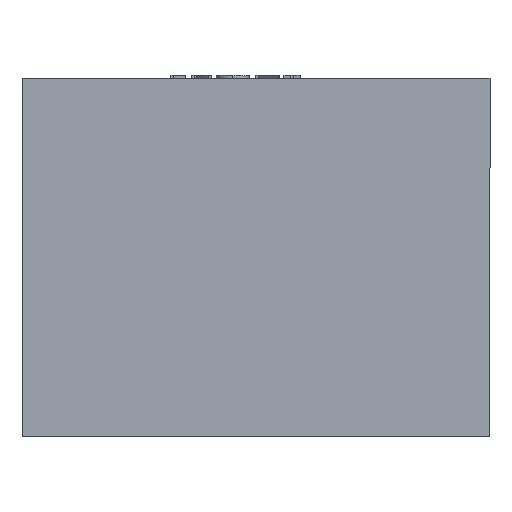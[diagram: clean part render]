
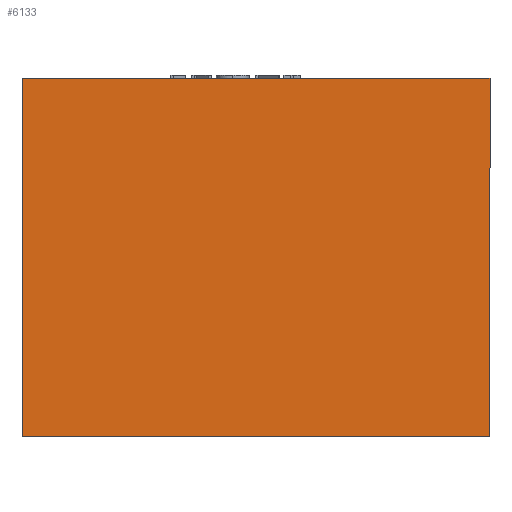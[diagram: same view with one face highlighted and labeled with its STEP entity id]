
A CAD part, front view. The second image highlights one B-rep face of the part: STEP entity #6133.
In plain terms, the highlighted planar face has unit normal (0, -1, 0).
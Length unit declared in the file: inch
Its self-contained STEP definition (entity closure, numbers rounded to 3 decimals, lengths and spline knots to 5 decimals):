
#6125 = ORIENTED_EDGE ( 'NONE', *, *, #6131, .F. ) ;
#6131 = EDGE_CURVE ( 'NONE', #6147, #6151, #15101, .T. ) ;
#6133 = ADVANCED_FACE ( 'NONE', ( #15093 ), #15092, .F. ) ;
#6138 = EDGE_LOOP ( 'NONE', ( #6139, #6140, #6141, #6125 ) ) ;
#6139 = ORIENTED_EDGE ( 'NONE', *, *, #6146, .F. ) ;
#6140 = ORIENTED_EDGE ( 'NONE', *, *, #6281, .F. ) ;
#6141 = ORIENTED_EDGE ( 'NONE', *, *, #6176, .F. ) ;
#6146 = EDGE_CURVE ( 'NONE', #6273, #6147, #15140, .T. ) ;
#6147 = VERTEX_POINT ( 'NONE', #15136 ) ;
#6151 = VERTEX_POINT ( 'NONE', #15131 ) ;
#6176 = EDGE_CURVE ( 'NONE', #6151, #6276, #15153, .T. ) ;
#6273 = VERTEX_POINT ( 'NONE', #15388 ) ;
#6276 = VERTEX_POINT ( 'NONE', #15435 ) ;
#6281 = EDGE_CURVE ( 'NONE', #6276, #6273, #15429, .T. ) ;
#15089 = CARTESIAN_POINT ( 'NONE',  ( 15., -13., -11.5 ) ) ;
#15090 = AXIS2_PLACEMENT_3D ( 'NONE', #15089, #15149, #15148 ) ;
#15092 = PLANE ( 'NONE',  #15090 ) ;
#15093 = FACE_OUTER_BOUND ( 'NONE', #6138, .T. ) ;
#15094 = DIRECTION ( 'NONE',  ( -1., 0., 0. ) ) ;
#15095 = VECTOR ( 'NONE', #15094, 39.37008 ) ;
#15096 = CARTESIAN_POINT ( 'NONE',  ( 15., -13., -11.5 ) ) ;
#15101 = LINE ( 'NONE', #15096, #15095 ) ;
#15131 = CARTESIAN_POINT ( 'NONE',  ( -15., -13., -11.5 ) ) ;
#15136 = CARTESIAN_POINT ( 'NONE',  ( 15., -13., -11.5 ) ) ;
#15137 = DIRECTION ( 'NONE',  ( 0., 0., -1. ) ) ;
#15138 = VECTOR ( 'NONE', #15137, 39.37008 ) ;
#15139 = CARTESIAN_POINT ( 'NONE',  ( 15., -13., 11.5 ) ) ;
#15140 = LINE ( 'NONE', #15139, #15138 ) ;
#15148 = DIRECTION ( 'NONE',  ( 0., 0., 1. ) ) ;
#15149 = DIRECTION ( 'NONE',  ( 0., 1., 0. ) ) ;
#15152 = CARTESIAN_POINT ( 'NONE',  ( -15., -13., 11.5 ) ) ;
#15153 = LINE ( 'NONE', #15152, #15214 ) ;
#15213 = DIRECTION ( 'NONE',  ( 0., 0., 1. ) ) ;
#15214 = VECTOR ( 'NONE', #15213, 39.37008 ) ;
#15388 = CARTESIAN_POINT ( 'NONE',  ( 15., -13., 11.5 ) ) ;
#15426 = DIRECTION ( 'NONE',  ( 1., 0., 0. ) ) ;
#15427 = VECTOR ( 'NONE', #15426, 39.37008 ) ;
#15428 = CARTESIAN_POINT ( 'NONE',  ( 15., -13., 11.5 ) ) ;
#15429 = LINE ( 'NONE', #15428, #15427 ) ;
#15435 = CARTESIAN_POINT ( 'NONE',  ( -15., -13., 11.5 ) ) ;
